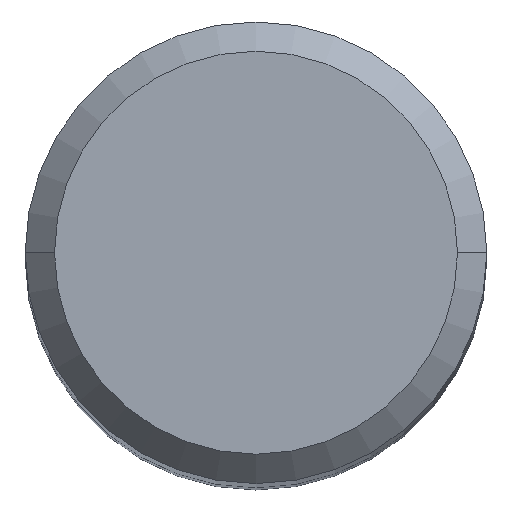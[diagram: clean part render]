
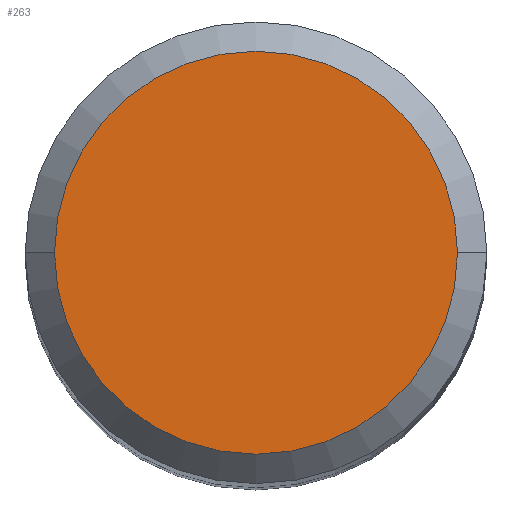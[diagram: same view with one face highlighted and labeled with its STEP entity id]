
A CAD part, top view. The second image highlights one B-rep face of the part: STEP entity #263.
In plain terms, the highlighted planar face has unit normal (0, 0, 1).
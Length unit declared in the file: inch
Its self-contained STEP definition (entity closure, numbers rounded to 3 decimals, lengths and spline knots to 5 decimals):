
#19 = CARTESIAN_POINT ( 'NONE',  ( 0., 0., 0. ) ) ;
#22 = PLANE ( 'NONE',  #194 ) ;
#79 = CARTESIAN_POINT ( 'NONE',  ( 0.2148, 0., 0. ) ) ;
#88 = EDGE_LOOP ( 'NONE', ( #363, #387 ) ) ;
#91 = VERTEX_POINT ( 'NONE', #270 ) ;
#124 = DIRECTION ( 'NONE',  ( 0., 0., 1. ) ) ;
#146 = AXIS2_PLACEMENT_3D ( 'NONE', #19, #380, #222 ) ;
#164 = FACE_OUTER_BOUND ( 'NONE', #88, .T. ) ;
#168 = CIRCLE ( 'NONE', #146, 0.2148 ) ;
#170 = CARTESIAN_POINT ( 'NONE',  ( 0., 0., 0. ) ) ;
#194 = AXIS2_PLACEMENT_3D ( 'NONE', #170, #223, #278 ) ;
#197 = EDGE_CURVE ( 'NONE', #376, #91, #210, .T. ) ;
#210 = CIRCLE ( 'NONE', #254, 0.2148 ) ;
#222 = DIRECTION ( 'NONE',  ( 1., 0., 0. ) ) ;
#223 = DIRECTION ( 'NONE',  ( 0., 0., -1. ) ) ;
#254 = AXIS2_PLACEMENT_3D ( 'NONE', #307, #124, #276 ) ;
#263 = ADVANCED_FACE ( 'NONE', ( #164 ), #22, .F. ) ;
#269 = EDGE_CURVE ( 'NONE', #91, #376, #168, .T. ) ;
#270 = CARTESIAN_POINT ( 'NONE',  ( -0.2148, 0., 0. ) ) ;
#276 = DIRECTION ( 'NONE',  ( 1., 0., 0. ) ) ;
#278 = DIRECTION ( 'NONE',  ( -1., 0., 0. ) ) ;
#307 = CARTESIAN_POINT ( 'NONE',  ( 0., 0., 0. ) ) ;
#363 = ORIENTED_EDGE ( 'NONE', *, *, #269, .T. ) ;
#376 = VERTEX_POINT ( 'NONE', #79 ) ;
#380 = DIRECTION ( 'NONE',  ( 0., 0., 1. ) ) ;
#387 = ORIENTED_EDGE ( 'NONE', *, *, #197, .T. ) ;
